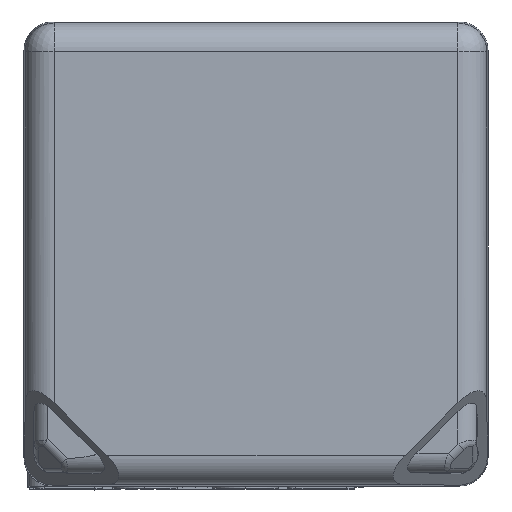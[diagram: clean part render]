
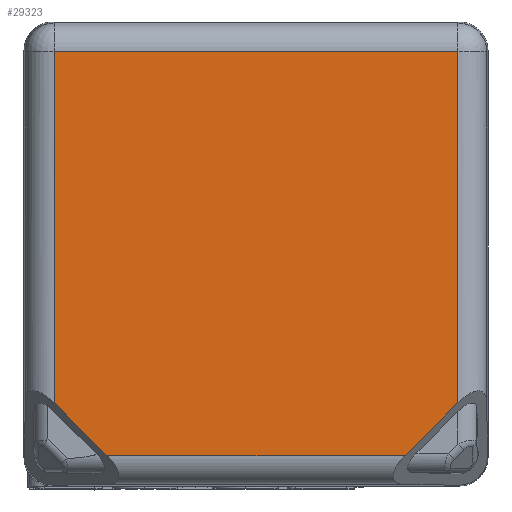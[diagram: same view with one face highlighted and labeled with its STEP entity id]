
A CAD part, top view. The second image highlights one B-rep face of the part: STEP entity #29323.
In plain terms, the highlighted planar face has unit normal (0, 0, 1).
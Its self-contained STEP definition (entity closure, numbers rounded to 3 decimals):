
#28948=DIRECTION('',(0.,1.,0.));
#28949=VECTOR('',#28948,41.819);
#28950=CARTESIAN_POINT('',(-16.818,-9.895,
49.402));
#28951=LINE('',#28950,#28949);
#28952=DIRECTION('',(1.,0.,0.));
#28953=VECTOR('',#28952,48.116);
#28954=CARTESIAN_POINT('',(-16.818,31.924,
49.402));
#28955=LINE('',#28954,#28953);
#28956=DIRECTION('',(0.,-1.,0.));
#28957=VECTOR('',#28956,41.819);
#28958=CARTESIAN_POINT('',(31.298,31.924,49.402));
#28959=LINE('',#28958,#28957);
#28960=DIRECTION('',(-0.707,-0.707,0.));
#28961=VECTOR('',#28960,8.906);
#28962=CARTESIAN_POINT('',(31.298,-9.895,
49.402));
#28963=LINE('',#28962,#28961);
#28964=DIRECTION('',(-1.,0.,0.));
#28965=VECTOR('',#28964,35.521);
#28966=CARTESIAN_POINT('',(25.001,-16.192,
49.402));
#28967=LINE('',#28966,#28965);
#28968=DIRECTION('',(-0.707,0.707,0.));
#28969=VECTOR('',#28968,8.906);
#28970=CARTESIAN_POINT('',(-10.521,-16.192,
49.402));
#28971=LINE('',#28970,#28969);
#29258=CARTESIAN_POINT('',(-16.818,-9.895,
49.402));
#29259=CARTESIAN_POINT('',(-16.818,31.924,
49.402));
#29260=VERTEX_POINT('',#29258);
#29261=VERTEX_POINT('',#29259);
#29262=CARTESIAN_POINT('',(31.298,31.924,49.402));
#29263=VERTEX_POINT('',#29262);
#29264=CARTESIAN_POINT('',(31.298,-9.895,
49.402));
#29265=VERTEX_POINT('',#29264);
#29266=CARTESIAN_POINT('',(25.001,-16.192,
49.402));
#29267=VERTEX_POINT('',#29266);
#29268=CARTESIAN_POINT('',(-10.521,-16.192,
49.402));
#29269=VERTEX_POINT('',#29268);
#29304=CARTESIAN_POINT('',(7.24,7.866,49.402));
#29305=DIRECTION('',(0.,0.,-1.));
#29306=DIRECTION('',(0.,-1.,0.));
#29307=AXIS2_PLACEMENT_3D('',#29304,#29305,#29306);
#29308=PLANE('',#29307);
#29310=ORIENTED_EDGE('',*,*,#29309,.T.);
#29312=ORIENTED_EDGE('',*,*,#29311,.T.);
#29314=ORIENTED_EDGE('',*,*,#29313,.T.);
#29316=ORIENTED_EDGE('',*,*,#29315,.T.);
#29318=ORIENTED_EDGE('',*,*,#29317,.T.);
#29320=ORIENTED_EDGE('',*,*,#29319,.T.);
#29321=EDGE_LOOP('',(#29310,#29312,#29314,#29316,#29318,#29320));
#29322=FACE_OUTER_BOUND('',#29321,.F.);
#29323=ADVANCED_FACE('',(#29322),#29308,.F.);
#29309=EDGE_CURVE('',#29260,#29261,#28951,.T.);
#29311=EDGE_CURVE('',#29261,#29263,#28955,.T.);
#29313=EDGE_CURVE('',#29263,#29265,#28959,.T.);
#29315=EDGE_CURVE('',#29265,#29267,#28963,.T.);
#29317=EDGE_CURVE('',#29267,#29269,#28967,.T.);
#29319=EDGE_CURVE('',#29269,#29260,#28971,.T.);
